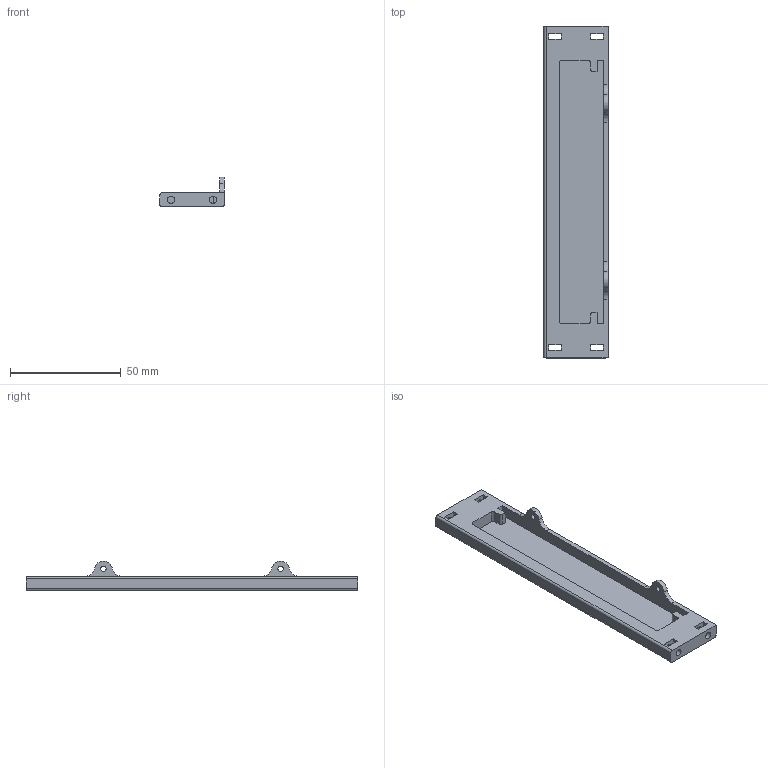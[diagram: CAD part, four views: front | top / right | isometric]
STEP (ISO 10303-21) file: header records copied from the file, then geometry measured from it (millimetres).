
FILE_DESCRIPTION(/* description */ (''),/* implementation_level */ '2;1');
FILE_NAME(/* name */ '5f1a6285b9fe9c131d37a0f5',/* time_stamp */ '2020-07-24T04:24:38+00:00',/* author */ (''),/* organization */ (''),/* preprocessor_version */ 'ST-DEVELOPER v16.7',/* originating_system */ $,/* authorisation */ $);
FILE_SCHEMA (('AUTOMOTIVE_DESIGN {1 0 10303 214 3 1 1}'));
Length unit declared in the file: metre
Products named in the file (1): Chassis_Left_Side
Bounding box: 29 x 150 x 13.5 mm (x, y, z)
Volume: 14707 mm3; surface area: 13454.3 mm2
Topology: 1 solids, 1 shells, 65 faces, 181 edges, 120 vertices
Faces by surface type: plane 40, cylinder 25
Full cylindrical faces by diameter (mm): 2.4 x2, 3.2 x8
Entity records: 2105 total; most frequent: CARTESIAN_POINT 355, DIRECTION 353, ORIENTED_EDGE 340, EDGE_CURVE 170, VERTEX_POINT 119, LINE 119, VECTOR 119, AXIS2_PLACEMENT_3D 117
